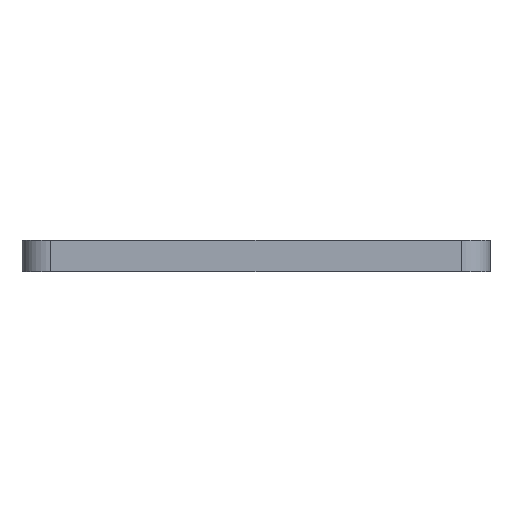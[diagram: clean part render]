
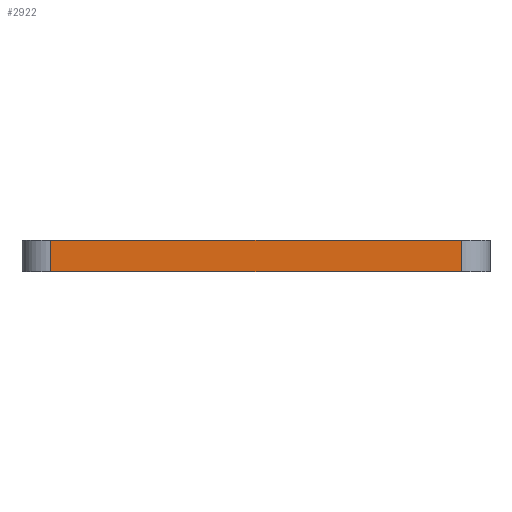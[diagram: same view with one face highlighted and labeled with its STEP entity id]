
A CAD part, front view. The second image highlights one B-rep face of the part: STEP entity #2922.
In plain terms, the highlighted planar face has unit normal (0, -1, 0).
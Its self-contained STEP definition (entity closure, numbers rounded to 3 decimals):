
#55 = PLANE('',#56);
#56 = AXIS2_PLACEMENT_3D('',#57,#58,#59);
#57 = CARTESIAN_POINT('',(-97.5,-48.,0.));
#58 = DIRECTION('',(0.,0.,1.));
#59 = DIRECTION('',(1.,0.,0.));
#83 = CYLINDRICAL_SURFACE('',#84,12.);
#84 = AXIS2_PLACEMENT_3D('',#85,#86,#87);
#85 = CARTESIAN_POINT('',(-85.5,-48.,0.));
#86 = DIRECTION('',(-0.,-0.,-1.));
#87 = DIRECTION('',(1.,0.,0.));
#111 = PLANE('',#112);
#112 = AXIS2_PLACEMENT_3D('',#113,#114,#115);
#113 = CARTESIAN_POINT('',(-97.5,-48.,13.));
#114 = DIRECTION('',(0.,0.,1.));
#115 = DIRECTION('',(1.,0.,0.));
#364 = VERTEX_POINT('',#365);
#365 = CARTESIAN_POINT('',(85.5,-60.,0.));
#380 = CYLINDRICAL_SURFACE('',#381,12.);
#381 = AXIS2_PLACEMENT_3D('',#382,#383,#384);
#382 = CARTESIAN_POINT('',(85.5,-48.,0.));
#383 = DIRECTION('',(-0.,-0.,-1.));
#384 = DIRECTION('',(1.,0.,0.));
#392 = EDGE_CURVE('',#364,#393,#395,.T.);
#393 = VERTEX_POINT('',#394);
#394 = CARTESIAN_POINT('',(-85.5,-60.,0.));
#395 = SURFACE_CURVE('',#396,(#400,#407),.PCURVE_S1.);
#396 = LINE('',#397,#398);
#397 = CARTESIAN_POINT('',(85.5,-60.,0.));
#398 = VECTOR('',#399,1.);
#399 = DIRECTION('',(-1.,0.,0.));
#400 = PCURVE('',#55,#401);
#401 = DEFINITIONAL_REPRESENTATION('',(#402),#406);
#402 = LINE('',#403,#404);
#403 = CARTESIAN_POINT('',(183.,-12.));
#404 = VECTOR('',#405,1.);
#405 = DIRECTION('',(-1.,0.));
#406 = ( GEOMETRIC_REPRESENTATION_CONTEXT(2) 
PARAMETRIC_REPRESENTATION_CONTEXT() REPRESENTATION_CONTEXT('2D SPACE',''
  ) );
#407 = PCURVE('',#408,#413);
#408 = PLANE('',#409);
#409 = AXIS2_PLACEMENT_3D('',#410,#411,#412);
#410 = CARTESIAN_POINT('',(85.5,-60.,0.));
#411 = DIRECTION('',(0.,-1.,0.));
#412 = DIRECTION('',(-1.,0.,0.));
#413 = DEFINITIONAL_REPRESENTATION('',(#414),#418);
#414 = LINE('',#415,#416);
#415 = CARTESIAN_POINT('',(0.,-0.));
#416 = VECTOR('',#417,1.);
#417 = DIRECTION('',(1.,0.));
#418 = ( GEOMETRIC_REPRESENTATION_CONTEXT(2) 
PARAMETRIC_REPRESENTATION_CONTEXT() REPRESENTATION_CONTEXT('2D SPACE',''
  ) );
#497 = VERTEX_POINT('',#498);
#498 = CARTESIAN_POINT('',(-85.5,-60.,13.));
#520 = EDGE_CURVE('',#521,#497,#523,.T.);
#521 = VERTEX_POINT('',#522);
#522 = CARTESIAN_POINT('',(85.5,-60.,13.));
#523 = SURFACE_CURVE('',#524,(#528,#535),.PCURVE_S1.);
#524 = LINE('',#525,#526);
#525 = CARTESIAN_POINT('',(85.5,-60.,13.));
#526 = VECTOR('',#527,1.);
#527 = DIRECTION('',(-1.,0.,0.));
#528 = PCURVE('',#111,#529);
#529 = DEFINITIONAL_REPRESENTATION('',(#530),#534);
#530 = LINE('',#531,#532);
#531 = CARTESIAN_POINT('',(183.,-12.));
#532 = VECTOR('',#533,1.);
#533 = DIRECTION('',(-1.,0.));
#534 = ( GEOMETRIC_REPRESENTATION_CONTEXT(2) 
PARAMETRIC_REPRESENTATION_CONTEXT() REPRESENTATION_CONTEXT('2D SPACE',''
  ) );
#535 = PCURVE('',#408,#536);
#536 = DEFINITIONAL_REPRESENTATION('',(#537),#541);
#537 = LINE('',#538,#539);
#538 = CARTESIAN_POINT('',(0.,-13.));
#539 = VECTOR('',#540,1.);
#540 = DIRECTION('',(1.,0.));
#541 = ( GEOMETRIC_REPRESENTATION_CONTEXT(2) 
PARAMETRIC_REPRESENTATION_CONTEXT() REPRESENTATION_CONTEXT('2D SPACE',''
  ) );
#2793 = EDGE_CURVE('',#393,#497,#2794,.T.);
#2794 = SURFACE_CURVE('',#2795,(#2799,#2806),.PCURVE_S1.);
#2795 = LINE('',#2796,#2797);
#2796 = CARTESIAN_POINT('',(-85.5,-60.,0.));
#2797 = VECTOR('',#2798,1.);
#2798 = DIRECTION('',(0.,0.,1.));
#2799 = PCURVE('',#83,#2800);
#2800 = DEFINITIONAL_REPRESENTATION('',(#2801),#2805);
#2801 = LINE('',#2802,#2803);
#2802 = CARTESIAN_POINT('',(-4.712,0.));
#2803 = VECTOR('',#2804,1.);
#2804 = DIRECTION('',(-0.,-1.));
#2805 = ( GEOMETRIC_REPRESENTATION_CONTEXT(2) 
PARAMETRIC_REPRESENTATION_CONTEXT() REPRESENTATION_CONTEXT('2D SPACE',''
  ) );
#2806 = PCURVE('',#408,#2807);
#2807 = DEFINITIONAL_REPRESENTATION('',(#2808),#2812);
#2808 = LINE('',#2809,#2810);
#2809 = CARTESIAN_POINT('',(171.,0.));
#2810 = VECTOR('',#2811,1.);
#2811 = DIRECTION('',(0.,-1.));
#2812 = ( GEOMETRIC_REPRESENTATION_CONTEXT(2) 
PARAMETRIC_REPRESENTATION_CONTEXT() REPRESENTATION_CONTEXT('2D SPACE',''
  ) );
#2899 = EDGE_CURVE('',#364,#521,#2900,.T.);
#2900 = SURFACE_CURVE('',#2901,(#2905,#2912),.PCURVE_S1.);
#2901 = LINE('',#2902,#2903);
#2902 = CARTESIAN_POINT('',(85.5,-60.,0.));
#2903 = VECTOR('',#2904,1.);
#2904 = DIRECTION('',(0.,0.,1.));
#2905 = PCURVE('',#380,#2906);
#2906 = DEFINITIONAL_REPRESENTATION('',(#2907),#2911);
#2907 = LINE('',#2908,#2909);
#2908 = CARTESIAN_POINT('',(-4.712,0.));
#2909 = VECTOR('',#2910,1.);
#2910 = DIRECTION('',(-0.,-1.));
#2911 = ( GEOMETRIC_REPRESENTATION_CONTEXT(2) 
PARAMETRIC_REPRESENTATION_CONTEXT() REPRESENTATION_CONTEXT('2D SPACE',''
  ) );
#2912 = PCURVE('',#408,#2913);
#2913 = DEFINITIONAL_REPRESENTATION('',(#2914),#2918);
#2914 = LINE('',#2915,#2916);
#2915 = CARTESIAN_POINT('',(0.,-0.));
#2916 = VECTOR('',#2917,1.);
#2917 = DIRECTION('',(0.,-1.));
#2918 = ( GEOMETRIC_REPRESENTATION_CONTEXT(2) 
PARAMETRIC_REPRESENTATION_CONTEXT() REPRESENTATION_CONTEXT('2D SPACE',''
  ) );
#2922 = ADVANCED_FACE('',(#2923),#408,.T.);
#2923 = FACE_BOUND('',#2924,.T.);
#2924 = EDGE_LOOP('',(#2925,#2926,#2927,#2928));
#2925 = ORIENTED_EDGE('',*,*,#2899,.T.);
#2926 = ORIENTED_EDGE('',*,*,#520,.T.);
#2927 = ORIENTED_EDGE('',*,*,#2793,.F.);
#2928 = ORIENTED_EDGE('',*,*,#392,.F.);
